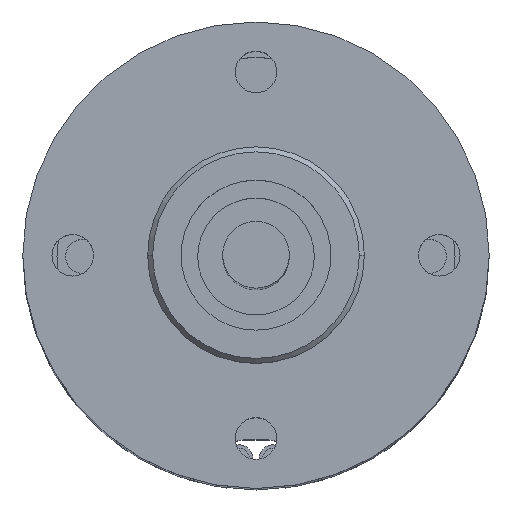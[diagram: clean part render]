
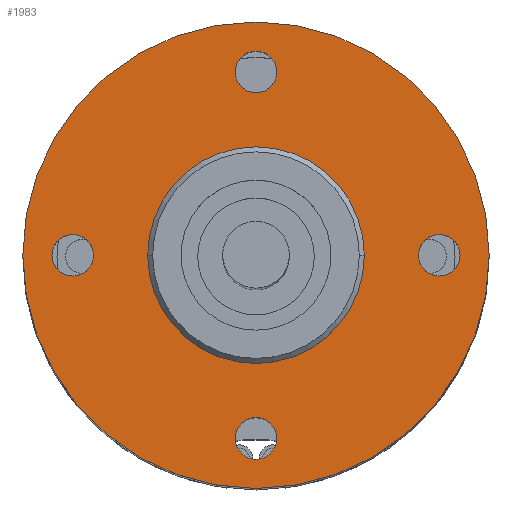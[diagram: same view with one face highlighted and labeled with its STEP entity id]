
A CAD part, top view. The second image highlights one B-rep face of the part: STEP entity #1983.
In plain terms, the highlighted planar face has unit normal (0, 0, 1).
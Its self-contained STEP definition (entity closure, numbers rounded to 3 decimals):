
#63 = CARTESIAN_POINT ( 'NONE',  ( -1.25, -11., 9. ) ) ;
#96 = CARTESIAN_POINT ( 'NONE',  ( 14., 0., 9. ) ) ;
#195 = VERTEX_POINT ( 'NONE', #4332 ) ;
#203 = FACE_OUTER_BOUND ( 'NONE', #2659, .T. ) ;
#250 = CARTESIAN_POINT ( 'NONE',  ( -9.75, 0., 9. ) ) ;
#354 = CARTESIAN_POINT ( 'NONE',  ( 0., 0., 9. ) ) ;
#361 = CARTESIAN_POINT ( 'NONE',  ( -14., 0., 9. ) ) ;
#453 = EDGE_CURVE ( 'NONE', #4312, #2874, #3600, .T. ) ;
#506 = CIRCLE ( 'NONE', #4801, 1.25 ) ;
#510 = DIRECTION ( 'NONE',  ( 0., 0., 1. ) ) ;
#536 = ORIENTED_EDGE ( 'NONE', *, *, #453, .F. ) ;
#553 = VERTEX_POINT ( 'NONE', #2307 ) ;
#664 = AXIS2_PLACEMENT_3D ( 'NONE', #2769, #2763, #2739 ) ;
#666 = DIRECTION ( 'NONE',  ( 0., 0., 1. ) ) ;
#667 = VERTEX_POINT ( 'NONE', #1468 ) ;
#684 = CARTESIAN_POINT ( 'NONE',  ( -11., 0., 9. ) ) ;
#703 = EDGE_CURVE ( 'NONE', #2719, #553, #1604, .T. ) ;
#768 = DIRECTION ( 'NONE',  ( 1., 0., 0. ) ) ;
#881 = CARTESIAN_POINT ( 'NONE',  ( -1.25, 11., 9. ) ) ;
#952 = CARTESIAN_POINT ( 'NONE',  ( 11., 0., 9. ) ) ;
#971 = CARTESIAN_POINT ( 'NONE',  ( -6.5, 0., 9. ) ) ;
#1105 = DIRECTION ( 'NONE',  ( 1., 0., 0. ) ) ;
#1130 = CARTESIAN_POINT ( 'NONE',  ( 9.75, 0., 9. ) ) ;
#1173 = CIRCLE ( 'NONE', #2292, 1.25 ) ;
#1213 = FACE_BOUND ( 'NONE', #4191, .T. ) ;
#1218 = ORIENTED_EDGE ( 'NONE', *, *, #4580, .F. ) ;
#1234 = DIRECTION ( 'NONE',  ( 0., 0., 1. ) ) ;
#1288 = CARTESIAN_POINT ( 'NONE',  ( -11., 0., 9. ) ) ;
#1392 = DIRECTION ( 'NONE',  ( 1., 0., 0. ) ) ;
#1451 = CARTESIAN_POINT ( 'NONE',  ( 0., 0., 9. ) ) ;
#1468 = CARTESIAN_POINT ( 'NONE',  ( 12.25, 0., 9. ) ) ;
#1553 = CIRCLE ( 'NONE', #2188, 1.25 ) ;
#1604 = CIRCLE ( 'NONE', #664, 1.25 ) ;
#1640 = CARTESIAN_POINT ( 'NONE',  ( 0., -11., 9. ) ) ;
#1718 = CARTESIAN_POINT ( 'NONE',  ( 0., 11., 9. ) ) ;
#1773 = CIRCLE ( 'NONE', #3659, 1.25 ) ;
#1877 = DIRECTION ( 'NONE',  ( 0., 0., 1. ) ) ;
#1888 = DIRECTION ( 'NONE',  ( 1., 0., 0. ) ) ;
#1928 = ORIENTED_EDGE ( 'NONE', *, *, #4386, .T. ) ;
#1983 = ADVANCED_FACE ( 'NONE', ( #2493, #4662, #3539, #2354, #1213, #203 ), #2297, .T. ) ;
#1988 = CIRCLE ( 'NONE', #4356, 14. ) ;
#1992 = AXIS2_PLACEMENT_3D ( 'NONE', #684, #3727, #1105 ) ;
#2069 = DIRECTION ( 'NONE',  ( 1., 0., 0. ) ) ;
#2151 = DIRECTION ( 'NONE',  ( 1., 0., 0. ) ) ;
#2188 = AXIS2_PLACEMENT_3D ( 'NONE', #3082, #510, #3552 ) ;
#2227 = CARTESIAN_POINT ( 'NONE',  ( 0., 0., 9. ) ) ;
#2292 = AXIS2_PLACEMENT_3D ( 'NONE', #1640, #4676, #2069 ) ;
#2297 = PLANE ( 'NONE',  #4932 ) ;
#2307 = CARTESIAN_POINT ( 'NONE',  ( 1.25, 11., 9. ) ) ;
#2324 = ORIENTED_EDGE ( 'NONE', *, *, #4653, .F. ) ;
#2354 = FACE_BOUND ( 'NONE', #4688, .T. ) ;
#2371 = AXIS2_PLACEMENT_3D ( 'NONE', #2227, #5251, #2664 ) ;
#2385 = VERTEX_POINT ( 'NONE', #1130 ) ;
#2470 = VERTEX_POINT ( 'NONE', #361 ) ;
#2493 = FACE_BOUND ( 'NONE', #2863, .T. ) ;
#2513 = ORIENTED_EDGE ( 'NONE', *, *, #703, .F. ) ;
#2659 = EDGE_LOOP ( 'NONE', ( #2835, #1928 ) ) ;
#2664 = DIRECTION ( 'NONE',  ( 1., 0., 0. ) ) ;
#2683 = EDGE_LOOP ( 'NONE', ( #5191, #536 ) ) ;
#2719 = VERTEX_POINT ( 'NONE', #881 ) ;
#2730 = DIRECTION ( 'NONE',  ( 1., 0., 0. ) ) ;
#2739 = DIRECTION ( 'NONE',  ( 1., 0., 0. ) ) ;
#2763 = DIRECTION ( 'NONE',  ( 0., 0., 1. ) ) ;
#2769 = CARTESIAN_POINT ( 'NONE',  ( 0., 11., 9. ) ) ;
#2782 = ORIENTED_EDGE ( 'NONE', *, *, #4915, .F. ) ;
#2786 = EDGE_CURVE ( 'NONE', #2470, #4413, #1988, .T. ) ;
#2804 = AXIS2_PLACEMENT_3D ( 'NONE', #3249, #666, #3702 ) ;
#2835 = ORIENTED_EDGE ( 'NONE', *, *, #2786, .T. ) ;
#2863 = EDGE_LOOP ( 'NONE', ( #4117, #1218 ) ) ;
#2874 = VERTEX_POINT ( 'NONE', #250 ) ;
#2912 = ORIENTED_EDGE ( 'NONE', *, *, #4570, .F. ) ;
#2963 = EDGE_CURVE ( 'NONE', #195, #4813, #3213, .T. ) ;
#3082 = CARTESIAN_POINT ( 'NONE',  ( 0., -11., 9. ) ) ;
#3213 = CIRCLE ( 'NONE', #4171, 6.5 ) ;
#3249 = CARTESIAN_POINT ( 'NONE',  ( 0., 0., 9. ) ) ;
#3312 = AXIS2_PLACEMENT_3D ( 'NONE', #1288, #1877, #4300 ) ;
#3369 = DIRECTION ( 'NONE',  ( 0., 0., 1. ) ) ;
#3539 = FACE_BOUND ( 'NONE', #2683, .T. ) ;
#3552 = DIRECTION ( 'NONE',  ( 1., 0., 0. ) ) ;
#3600 = CIRCLE ( 'NONE', #3312, 1.25 ) ;
#3613 = CARTESIAN_POINT ( 'NONE',  ( 0., 0., 9. ) ) ;
#3659 = AXIS2_PLACEMENT_3D ( 'NONE', #1718, #4752, #2151 ) ;
#3702 = DIRECTION ( 'NONE',  ( 1., 0., 0. ) ) ;
#3727 = DIRECTION ( 'NONE',  ( 0., 0., 1. ) ) ;
#3770 = ORIENTED_EDGE ( 'NONE', *, *, #3795, .F. ) ;
#3778 = VERTEX_POINT ( 'NONE', #63 ) ;
#3795 = EDGE_CURVE ( 'NONE', #3778, #3926, #1553, .T. ) ;
#3843 = CARTESIAN_POINT ( 'NONE',  ( 11., 0., 9. ) ) ;
#3922 = ORIENTED_EDGE ( 'NONE', *, *, #2963, .F. ) ;
#3926 = VERTEX_POINT ( 'NONE', #4019 ) ;
#4000 = DIRECTION ( 'NONE',  ( 0., 0., 1. ) ) ;
#4019 = CARTESIAN_POINT ( 'NONE',  ( 1.25, -11., 9. ) ) ;
#4117 = ORIENTED_EDGE ( 'NONE', *, *, #4686, .F. ) ;
#4150 = CIRCLE ( 'NONE', #1992, 1.25 ) ;
#4157 = CIRCLE ( 'NONE', #2371, 14. ) ;
#4171 = AXIS2_PLACEMENT_3D ( 'NONE', #354, #3369, #768 ) ;
#4191 = EDGE_LOOP ( 'NONE', ( #3922, #2782 ) ) ;
#4260 = DIRECTION ( 'NONE',  ( 1., 0., 0. ) ) ;
#4284 = CIRCLE ( 'NONE', #2804, 6.5 ) ;
#4300 = DIRECTION ( 'NONE',  ( 1., 0., 0. ) ) ;
#4312 = VERTEX_POINT ( 'NONE', #4346 ) ;
#4332 = CARTESIAN_POINT ( 'NONE',  ( 6.5, 0., 9. ) ) ;
#4346 = CARTESIAN_POINT ( 'NONE',  ( -12.25, 0., 9. ) ) ;
#4356 = AXIS2_PLACEMENT_3D ( 'NONE', #1451, #4488, #1888 ) ;
#4386 = EDGE_CURVE ( 'NONE', #4413, #2470, #4157, .T. ) ;
#4413 = VERTEX_POINT ( 'NONE', #96 ) ;
#4488 = DIRECTION ( 'NONE',  ( 0., 0., 1. ) ) ;
#4570 = EDGE_CURVE ( 'NONE', #3926, #3778, #1173, .T. ) ;
#4580 = EDGE_CURVE ( 'NONE', #2385, #667, #4624, .T. ) ;
#4624 = CIRCLE ( 'NONE', #5199, 1.25 ) ;
#4653 = EDGE_CURVE ( 'NONE', #553, #2719, #1773, .T. ) ;
#4662 = FACE_BOUND ( 'NONE', #5034, .T. ) ;
#4676 = DIRECTION ( 'NONE',  ( 0., 0., 1. ) ) ;
#4686 = EDGE_CURVE ( 'NONE', #667, #2385, #506, .T. ) ;
#4688 = EDGE_LOOP ( 'NONE', ( #2324, #2513 ) ) ;
#4752 = DIRECTION ( 'NONE',  ( 0., 0., 1. ) ) ;
#4801 = AXIS2_PLACEMENT_3D ( 'NONE', #952, #4000, #1392 ) ;
#4813 = VERTEX_POINT ( 'NONE', #971 ) ;
#4915 = EDGE_CURVE ( 'NONE', #4813, #195, #4284, .T. ) ;
#4932 = AXIS2_PLACEMENT_3D ( 'NONE', #3613, #5316, #2730 ) ;
#4940 = EDGE_CURVE ( 'NONE', #2874, #4312, #4150, .T. ) ;
#5034 = EDGE_LOOP ( 'NONE', ( #2912, #3770 ) ) ;
#5191 = ORIENTED_EDGE ( 'NONE', *, *, #4940, .F. ) ;
#5199 = AXIS2_PLACEMENT_3D ( 'NONE', #3843, #1234, #4260 ) ;
#5251 = DIRECTION ( 'NONE',  ( 0., 0., 1. ) ) ;
#5316 = DIRECTION ( 'NONE',  ( 0., 0., 1. ) ) ;
